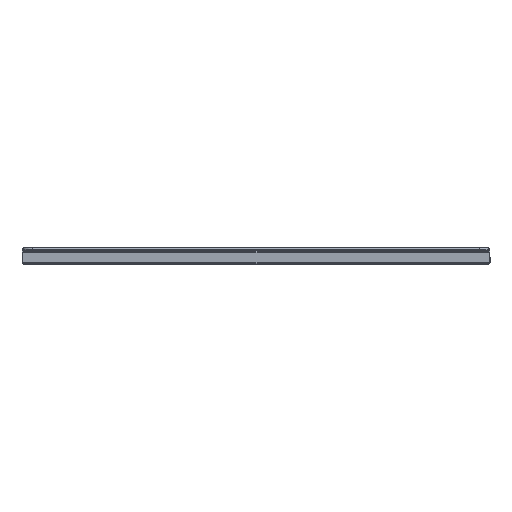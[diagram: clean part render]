
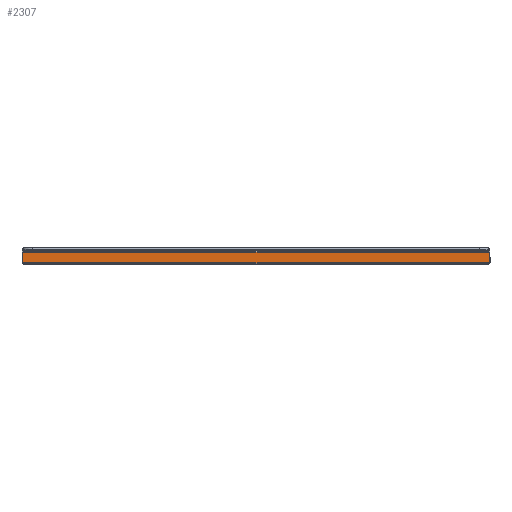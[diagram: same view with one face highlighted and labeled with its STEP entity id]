
A CAD part, left-side view. The second image highlights one B-rep face of the part: STEP entity #2307.
In plain terms, the highlighted planar face has unit normal (-1, 0, 0).
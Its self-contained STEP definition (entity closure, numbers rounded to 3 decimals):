
#130 = VERTEX_POINT ( 'NONE', #3511 ) ;
#151 = VECTOR ( 'NONE', #1086, 1000. ) ;
#206 = VECTOR ( 'NONE', #620, 1000. ) ;
#576 = EDGE_LOOP ( 'NONE', ( #649, #1966, #1586, #3601 ) ) ;
#620 = DIRECTION ( 'NONE',  ( 0., 1., 0. ) ) ;
#649 = ORIENTED_EDGE ( 'NONE', *, *, #3955, .T. ) ;
#742 = LINE ( 'NONE', #4240, #3565 ) ;
#1086 = DIRECTION ( 'NONE',  ( 0., 0., 1. ) ) ;
#1343 = CARTESIAN_POINT ( 'NONE',  ( 0., 0., 0. ) ) ;
#1533 = DIRECTION ( 'NONE',  ( 0., 1., 0. ) ) ;
#1586 = ORIENTED_EDGE ( 'NONE', *, *, #2045, .F. ) ;
#1616 = EDGE_CURVE ( 'NONE', #4627, #130, #4671, .T. ) ;
#1841 = DIRECTION ( 'NONE',  ( 0., 0., 1. ) ) ;
#1966 = ORIENTED_EDGE ( 'NONE', *, *, #1616, .F. ) ;
#2021 = EDGE_CURVE ( 'NONE', #4214, #2843, #5030, .T. ) ;
#2045 = EDGE_CURVE ( 'NONE', #4214, #4627, #4597, .T. ) ;
#2133 = CARTESIAN_POINT ( 'NONE',  ( 0., 1.141, 1. ) ) ;
#2307 = ADVANCED_FACE ( 'NONE', ( #4825 ), #2881, .F. ) ;
#2581 = CARTESIAN_POINT ( 'NONE',  ( 0., 1.141, 1. ) ) ;
#2605 = CARTESIAN_POINT ( 'NONE',  ( 0., 599., 1. ) ) ;
#2819 = CARTESIAN_POINT ( 'NONE',  ( 0., 597.859, 1. ) ) ;
#2832 = CARTESIAN_POINT ( 'NONE',  ( 0., 1.141, 14.5 ) ) ;
#2843 = VERTEX_POINT ( 'NONE', #2832 ) ;
#2881 = PLANE ( 'NONE',  #4239 ) ;
#3328 = CARTESIAN_POINT ( 'NONE',  ( 0., 597.859, 1. ) ) ;
#3511 = CARTESIAN_POINT ( 'NONE',  ( 0., 597.859, 14.5 ) ) ;
#3565 = VECTOR ( 'NONE', #1533, 1000. ) ;
#3601 = ORIENTED_EDGE ( 'NONE', *, *, #2021, .T. ) ;
#3955 = EDGE_CURVE ( 'NONE', #2843, #130, #742, .T. ) ;
#4214 = VERTEX_POINT ( 'NONE', #2133 ) ;
#4239 = AXIS2_PLACEMENT_3D ( 'NONE', #1343, #4463, #4898 ) ;
#4240 = CARTESIAN_POINT ( 'NONE',  ( 0., 1.707, 14.5 ) ) ;
#4463 = DIRECTION ( 'NONE',  ( 1., 0., 0. ) ) ;
#4597 = LINE ( 'NONE', #2605, #206 ) ;
#4627 = VERTEX_POINT ( 'NONE', #2819 ) ;
#4671 = LINE ( 'NONE', #3328, #151 ) ;
#4822 = VECTOR ( 'NONE', #1841, 1000. ) ;
#4825 = FACE_OUTER_BOUND ( 'NONE', #576, .T. ) ;
#4898 = DIRECTION ( 'NONE',  ( 0., 0., -1. ) ) ;
#5030 = LINE ( 'NONE', #2581, #4822 ) ;
